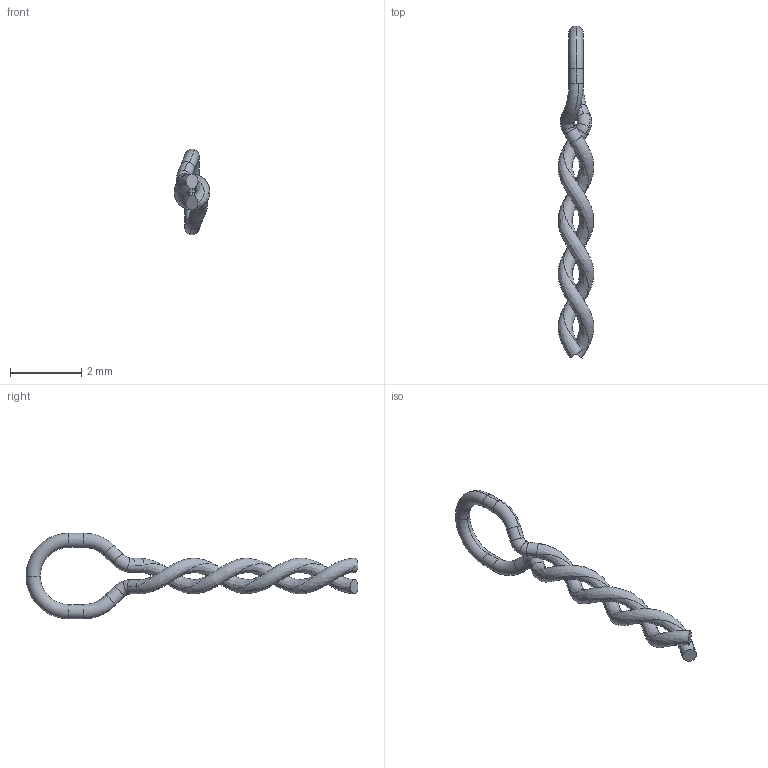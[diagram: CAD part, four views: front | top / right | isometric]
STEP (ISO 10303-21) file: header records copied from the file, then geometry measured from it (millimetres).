
FILE_DESCRIPTION (( 'STEP AP214' ), '1' );
FILE_NAME ('TestPoint.STEP', '2022-05-31T07:55:17', ( '' ), ( '' ), 'SwSTEP 2.0', 'SolidWorks 2022', '' );
FILE_SCHEMA (( 'AUTOMOTIVE_DESIGN' ));
Length unit declared in the file: millimetre
Products named in the file (1): TestPoint
Bounding box: 1 x 9.31 x 2.4 mm (x, y, z)
Volume: 2.8 mm3; surface area: 28.5 mm2
Topology: 4 solids, 4 shells, 40 faces, 88 edges, 56 vertices
Faces by surface type: torus 16, cylinder 12, plane 8, bspline 4
Entity records: 2477 total; most frequent: CARTESIAN_POINT 1489, DIRECTION 230, ORIENTED_EDGE 176, AXIS2_PLACEMENT_3D 109, EDGE_CURVE 88, CIRCLE 72, VERTEX_POINT 56, EDGE_LOOP 40
